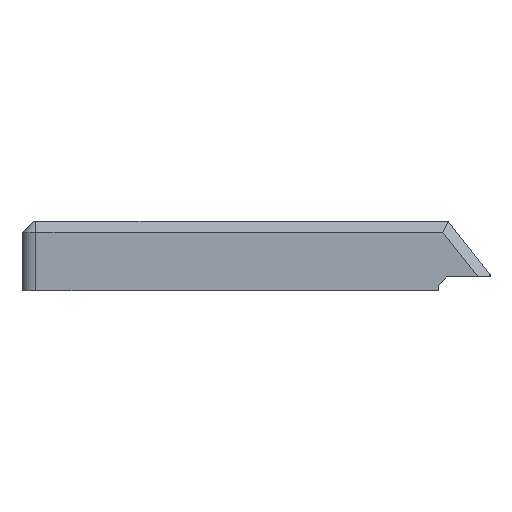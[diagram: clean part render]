
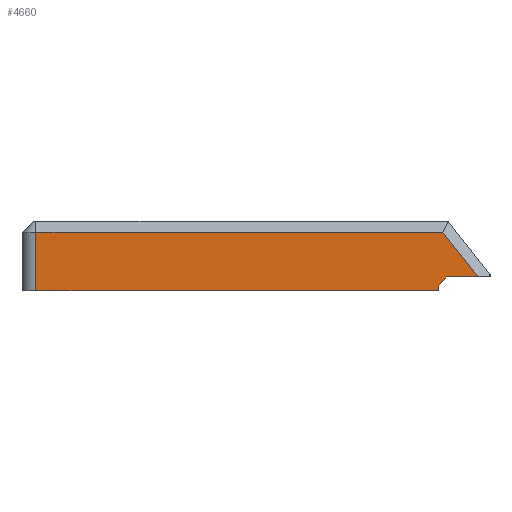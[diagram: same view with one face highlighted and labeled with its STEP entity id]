
A CAD part, left-side view. The second image highlights one B-rep face of the part: STEP entity #4660.
In plain terms, the highlighted planar face has unit normal (-1, 0, 0).
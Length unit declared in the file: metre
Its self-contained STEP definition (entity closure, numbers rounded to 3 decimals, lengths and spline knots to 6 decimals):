
#561=ORIENTED_EDGE('',*,*,#1952,.T.);
#562=ORIENTED_EDGE('',*,*,#1953,.T.);
#563=ORIENTED_EDGE('',*,*,#1954,.T.);
#564=ORIENTED_EDGE('',*,*,#1949,.T.);
#565=ORIENTED_EDGE('',*,*,#1940,.T.);
#566=ORIENTED_EDGE('',*,*,#1955,.F.);
#567=ORIENTED_EDGE('',*,*,#1956,.T.);
#1940=EDGE_CURVE('',#2637,#2635,#3014,.T.);
#1949=EDGE_CURVE('',#2645,#2637,#3021,.T.);
#1952=EDGE_CURVE('',#2647,#2648,#3023,.T.);
#1953=EDGE_CURVE('',#2648,#2649,#3024,.T.);
#1954=EDGE_CURVE('',#2649,#2645,#3025,.T.);
#1955=EDGE_CURVE('',#2650,#2635,#3026,.T.);
#1956=EDGE_CURVE('',#2650,#2647,#3027,.F.);
#2635=VERTEX_POINT('',#7264);
#2637=VERTEX_POINT('',#7267);
#2645=VERTEX_POINT('',#7285);
#2647=VERTEX_POINT('',#7291);
#2648=VERTEX_POINT('',#7292);
#2649=VERTEX_POINT('',#7294);
#2650=VERTEX_POINT('',#7297);
#3014=LINE('',#7266,#3492);
#3021=LINE('',#7284,#3499);
#3023=LINE('',#7290,#3501);
#3024=LINE('',#7293,#3502);
#3025=LINE('',#7295,#3503);
#3026=LINE('',#7296,#3504);
#3027=LINE('',#7298,#3505);
#3492=VECTOR('',#5717,1.);
#3499=VECTOR('',#5730,1.);
#3501=VECTOR('',#5736,1.);
#3502=VECTOR('',#5737,1.);
#3503=VECTOR('',#5738,1.);
#3504=VECTOR('',#5739,1.);
#3505=VECTOR('',#5740,1.);
#3882=EDGE_LOOP('',(#561,#562,#563,#564,#565,#566,#567));
#4207=FACE_BOUND('',#3882,.T.);
#4501=PLANE('',#5028);
#4660=ADVANCED_FACE('',(#4207),#4501,.F.);
#5028=AXIS2_PLACEMENT_3D('',#7289,#5734,#5735);
#5717=DIRECTION('',(0.,-1.,0.));
#5730=DIRECTION('',(0.,0.,-1.));
#5734=DIRECTION('',(1.,0.,0.));
#5735=DIRECTION('',(0.,0.,-1.));
#5736=DIRECTION('',(0.,-1.,0.));
#5737=DIRECTION('',(0.,0.62,0.785));
#5738=DIRECTION('',(0.,1.,0.));
#5739=DIRECTION('',(0.,0.,-1.));
#5740=DIRECTION('',(0.,0.707,-0.707));
#7264=CARTESIAN_POINT('',(-0.041,0.1112,0.0068));
#7266=CARTESIAN_POINT('',(-0.041,0.12375,0.0068));
#7267=CARTESIAN_POINT('',(-0.041,0.14,0.0068));
#7284=CARTESIAN_POINT('',(-0.041,0.14,0.0118));
#7285=CARTESIAN_POINT('',(-0.041,0.14,0.011));
#7289=CARTESIAN_POINT('',(-0.041,0.12375,0.0118));
#7290=CARTESIAN_POINT('',(-0.041,0.12375,0.0078));
#7291=CARTESIAN_POINT('',(-0.041,0.1106,0.0078));
#7292=CARTESIAN_POINT('',(-0.041,0.108361,0.0078));
#7293=CARTESIAN_POINT('',(-0.041,0.111128,0.011304));
#7294=CARTESIAN_POINT('',(-0.041,0.110888,0.011));
#7295=CARTESIAN_POINT('',(-0.041,0.14,0.011));
#7296=CARTESIAN_POINT('',(-0.041,0.1112,0.007802));
#7297=CARTESIAN_POINT('',(-0.041,0.1112,0.0072));
#7298=CARTESIAN_POINT('',(-0.041,0.115175,0.003225));
